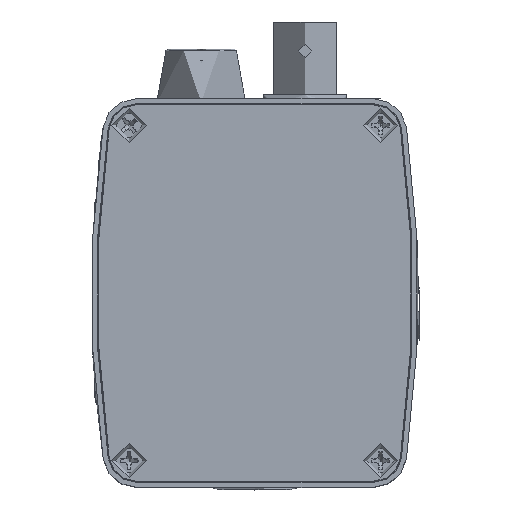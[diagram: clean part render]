
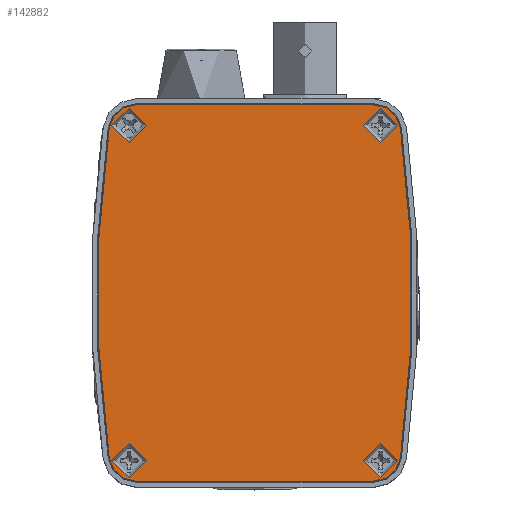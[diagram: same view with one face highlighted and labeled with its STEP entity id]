
A CAD part, top view. The second image highlights one B-rep face of the part: STEP entity #142882.
In plain terms, the highlighted planar face has unit normal (0, 0, 1).
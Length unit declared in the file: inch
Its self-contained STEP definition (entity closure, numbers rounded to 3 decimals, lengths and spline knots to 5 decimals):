
#442 = EDGE_CURVE ( 'NONE', #29080, #95386, #96904, .T. ) ;
#792 = EDGE_CURVE ( 'NONE', #114228, #114228, #32409, .T. ) ;
#1038 = AXIS2_PLACEMENT_3D ( 'NONE', #118681, #144610, #54452 ) ;
#1331 = CARTESIAN_POINT ( 'NONE',  ( -6.11852, 0.19, 0.009 ) ) ;
#2512 = CIRCLE ( 'NONE', #57084, 0.10339 ) ;
#3601 = AXIS2_PLACEMENT_3D ( 'NONE', #158803, #81652, #4569 ) ;
#4569 = DIRECTION ( 'NONE',  ( 1., 0., 0. ) ) ;
#4914 = CARTESIAN_POINT ( 'NONE',  ( -0.71, -0.9325, 0.009 ) ) ;
#5645 = AXIS2_PLACEMENT_3D ( 'NONE', #30309, #120381, #43267 ) ;
#6747 = CARTESIAN_POINT ( 'NONE',  ( -0.71, 1.1525, 0.009 ) ) ;
#9402 = VERTEX_POINT ( 'NONE', #153907 ) ;
#12983 = CIRCLE ( 'NONE', #5645, 0.16 ) ;
#14272 = DIRECTION ( 'NONE',  ( -1., 0., 0. ) ) ;
#15304 = LINE ( 'NONE', #4914, #45460 ) ;
#15738 = ORIENTED_EDGE ( 'NONE', *, *, #132199, .T. ) ;
#15839 = DIRECTION ( 'NONE',  ( -1., 0., 0. ) ) ;
#16565 = PLANE ( 'NONE',  #149431 ) ;
#17088 = DIRECTION ( 'NONE',  ( 0., 0., -1. ) ) ;
#18288 = VERTEX_POINT ( 'NONE', #156604 ) ;
#19672 = DIRECTION ( 'NONE',  ( 1., 0., 0. ) ) ;
#21066 = CIRCLE ( 'NONE', #92683, 7.05602 ) ;
#22472 = ORIENTED_EDGE ( 'NONE', *, *, #85282, .T. ) ;
#27535 = CARTESIAN_POINT ( 'NONE',  ( 0.75, -0.81, 0.009 ) ) ;
#28707 = CIRCLE ( 'NONE', #3601, 0.10339 ) ;
#29080 = VERTEX_POINT ( 'NONE', #44614 ) ;
#29349 = FACE_BOUND ( 'NONE', #111166, .T. ) ;
#30309 = CARTESIAN_POINT ( 'NONE',  ( -0.71, -0.7725, 0.009 ) ) ;
#30724 = EDGE_CURVE ( 'NONE', #95386, #73929, #66424, .T. ) ;
#30962 = EDGE_CURVE ( 'NONE', #9402, #9402, #44244, .T. ) ;
#31358 = ORIENTED_EDGE ( 'NONE', *, *, #103802, .F. ) ;
#32375 = VECTOR ( 'NONE', #15839, 39.37008 ) ;
#32409 = CIRCLE ( 'NONE', #1038, 0.10339 ) ;
#35676 = DIRECTION ( 'NONE',  ( 0., 0., 1. ) ) ;
#37141 = EDGE_LOOP ( 'NONE', ( #15738, #87519, #108058, #109521, #91981, #102130, #87051, #22472 ) ) ;
#40501 = DIRECTION ( 'NONE',  ( 1., 0., 0. ) ) ;
#41168 = CARTESIAN_POINT ( 'NONE',  ( -0.71, 1.3125, 0.009 ) ) ;
#41234 = VERTEX_POINT ( 'NONE', #166054 ) ;
#42427 = CARTESIAN_POINT ( 'NONE',  ( -0.64661, 1.19, 0.009 ) ) ;
#43267 = DIRECTION ( 'NONE',  ( -1., 0., 0. ) ) ;
#43693 = ORIENTED_EDGE ( 'NONE', *, *, #30962, .F. ) ;
#44244 = CIRCLE ( 'NONE', #92696, 0.10339 ) ;
#44614 = CARTESIAN_POINT ( 'NONE',  ( 0.71, 1.3125, 0.009 ) ) ;
#45460 = VECTOR ( 'NONE', #107987, 39.37008 ) ;
#48449 = ORIENTED_EDGE ( 'NONE', *, *, #792, .F. ) ;
#53610 = ORIENTED_EDGE ( 'NONE', *, *, #152829, .F. ) ;
#53718 = EDGE_LOOP ( 'NONE', ( #43693 ) ) ;
#54452 = DIRECTION ( 'NONE',  ( 1., 0., 0. ) ) ;
#54476 = AXIS2_PLACEMENT_3D ( 'NONE', #112886, #35676, #125820 ) ;
#57084 = AXIS2_PLACEMENT_3D ( 'NONE', #27535, #117663, #40501 ) ;
#60905 = CARTESIAN_POINT ( 'NONE',  ( 0.71, 1.1525, 0.009 ) ) ;
#62608 = CIRCLE ( 'NONE', #54476, 0.16 ) ;
#62885 = CARTESIAN_POINT ( 'NONE',  ( 0.75, 1.19, 0.009 ) ) ;
#63548 = FACE_BOUND ( 'NONE', #77299, .T. ) ;
#66424 = CIRCLE ( 'NONE', #69900, 0.16 ) ;
#69389 = VERTEX_POINT ( 'NONE', #109966 ) ;
#69900 = AXIS2_PLACEMENT_3D ( 'NONE', #6747, #96842, #19672 ) ;
#71632 = CARTESIAN_POINT ( 'NONE',  ( 6.11852, 0.19, 0.009 ) ) ;
#73929 = VERTEX_POINT ( 'NONE', #106302 ) ;
#73942 = DIRECTION ( 'NONE',  ( -1., 0., 0. ) ) ;
#75910 = DIRECTION ( 'NONE',  ( 1., 0., 0. ) ) ;
#77299 = EDGE_LOOP ( 'NONE', ( #31358 ) ) ;
#79168 = CARTESIAN_POINT ( 'NONE',  ( -0.86843, -0.79483, 0.009 ) ) ;
#81209 = CARTESIAN_POINT ( 'NONE',  ( 0.71, -0.9325, 0.009 ) ) ;
#81652 = DIRECTION ( 'NONE',  ( 0., 0., 1. ) ) ;
#84565 = DIRECTION ( 'NONE',  ( 1., 0., 0. ) ) ;
#85282 = EDGE_CURVE ( 'NONE', #41234, #18288, #21066, .T. ) ;
#87051 = ORIENTED_EDGE ( 'NONE', *, *, #148353, .T. ) ;
#87519 = ORIENTED_EDGE ( 'NONE', *, *, #442, .T. ) ;
#91385 = DIRECTION ( 'NONE',  ( 0., 0., 1. ) ) ;
#91981 = ORIENTED_EDGE ( 'NONE', *, *, #159864, .T. ) ;
#92683 = AXIS2_PLACEMENT_3D ( 'NONE', #1331, #91385, #14272 ) ;
#92696 = AXIS2_PLACEMENT_3D ( 'NONE', #62885, #152997, #75910 ) ;
#94048 = AXIS2_PLACEMENT_3D ( 'NONE', #71632, #161731, #84565 ) ;
#94219 = CARTESIAN_POINT ( 'NONE',  ( 0.71, 1.1525, 0.009 ) ) ;
#94304 = EDGE_LOOP ( 'NONE', ( #48449 ) ) ;
#95386 = VERTEX_POINT ( 'NONE', #122221 ) ;
#96842 = DIRECTION ( 'NONE',  ( 0., 0., 1. ) ) ;
#96904 = LINE ( 'NONE', #41168, #32375 ) ;
#97906 = FACE_BOUND ( 'NONE', #53718, .T. ) ;
#99560 = VERTEX_POINT ( 'NONE', #79168 ) ;
#100529 = CARTESIAN_POINT ( 'NONE',  ( -0.64661, -0.81, 0.009 ) ) ;
#102130 = ORIENTED_EDGE ( 'NONE', *, *, #126679, .T. ) ;
#103802 = EDGE_CURVE ( 'NONE', #130080, #130080, #28707, .T. ) ;
#106302 = CARTESIAN_POINT ( 'NONE',  ( -0.86843, 1.17483, 0.009 ) ) ;
#107228 = DIRECTION ( 'NONE',  ( -1., 0., 0. ) ) ;
#107987 = DIRECTION ( 'NONE',  ( 1., 0., 0. ) ) ;
#108058 = ORIENTED_EDGE ( 'NONE', *, *, #30724, .T. ) ;
#109521 = ORIENTED_EDGE ( 'NONE', *, *, #121485, .T. ) ;
#109966 = CARTESIAN_POINT ( 'NONE',  ( 0.85339, -0.81, 0.009 ) ) ;
#111166 = EDGE_LOOP ( 'NONE', ( #53610 ) ) ;
#112886 = CARTESIAN_POINT ( 'NONE',  ( 0.71, -0.7725, 0.009 ) ) ;
#114228 = VERTEX_POINT ( 'NONE', #100529 ) ;
#116089 = CARTESIAN_POINT ( 'NONE',  ( -0.71, -0.9325, 0.009 ) ) ;
#117663 = DIRECTION ( 'NONE',  ( 0., 0., 1. ) ) ;
#118681 = CARTESIAN_POINT ( 'NONE',  ( -0.75, -0.81, 0.009 ) ) ;
#120381 = DIRECTION ( 'NONE',  ( 0., 0., 1. ) ) ;
#121485 = EDGE_CURVE ( 'NONE', #73929, #99560, #147505, .T. ) ;
#122221 = CARTESIAN_POINT ( 'NONE',  ( -0.71, 1.3125, 0.009 ) ) ;
#123222 = VERTEX_POINT ( 'NONE', #116089 ) ;
#125820 = DIRECTION ( 'NONE',  ( 1., 0., 0. ) ) ;
#126679 = EDGE_CURVE ( 'NONE', #123222, #164430, #15304, .T. ) ;
#128124 = FACE_OUTER_BOUND ( 'NONE', #37141, .T. ) ;
#130080 = VERTEX_POINT ( 'NONE', #42427 ) ;
#132199 = EDGE_CURVE ( 'NONE', #18288, #29080, #142230, .T. ) ;
#142230 = CIRCLE ( 'NONE', #156479, 0.16 ) ;
#142882 = ADVANCED_FACE ( 'NONE', ( #63548, #97906, #29349, #162279, #128124 ), #16565, .F. ) ;
#144610 = DIRECTION ( 'NONE',  ( 0., 0., 1. ) ) ;
#147505 = CIRCLE ( 'NONE', #94048, 7.05602 ) ;
#148353 = EDGE_CURVE ( 'NONE', #164430, #41234, #62608, .T. ) ;
#149431 = AXIS2_PLACEMENT_3D ( 'NONE', #94219, #17088, #107228 ) ;
#151076 = DIRECTION ( 'NONE',  ( 0., 0., 1. ) ) ;
#152829 = EDGE_CURVE ( 'NONE', #69389, #69389, #2512, .T. ) ;
#152997 = DIRECTION ( 'NONE',  ( 0., 0., 1. ) ) ;
#153907 = CARTESIAN_POINT ( 'NONE',  ( 0.85339, 1.19, 0.009 ) ) ;
#156479 = AXIS2_PLACEMENT_3D ( 'NONE', #60905, #151076, #73942 ) ;
#156604 = CARTESIAN_POINT ( 'NONE',  ( 0.86843, 1.17483, 0.009 ) ) ;
#158803 = CARTESIAN_POINT ( 'NONE',  ( -0.75, 1.19, 0.009 ) ) ;
#159864 = EDGE_CURVE ( 'NONE', #99560, #123222, #12983, .T. ) ;
#161731 = DIRECTION ( 'NONE',  ( 0., 0., 1. ) ) ;
#162279 = FACE_BOUND ( 'NONE', #94304, .T. ) ;
#164430 = VERTEX_POINT ( 'NONE', #81209 ) ;
#166054 = CARTESIAN_POINT ( 'NONE',  ( 0.86843, -0.79483, 0.009 ) ) ;
